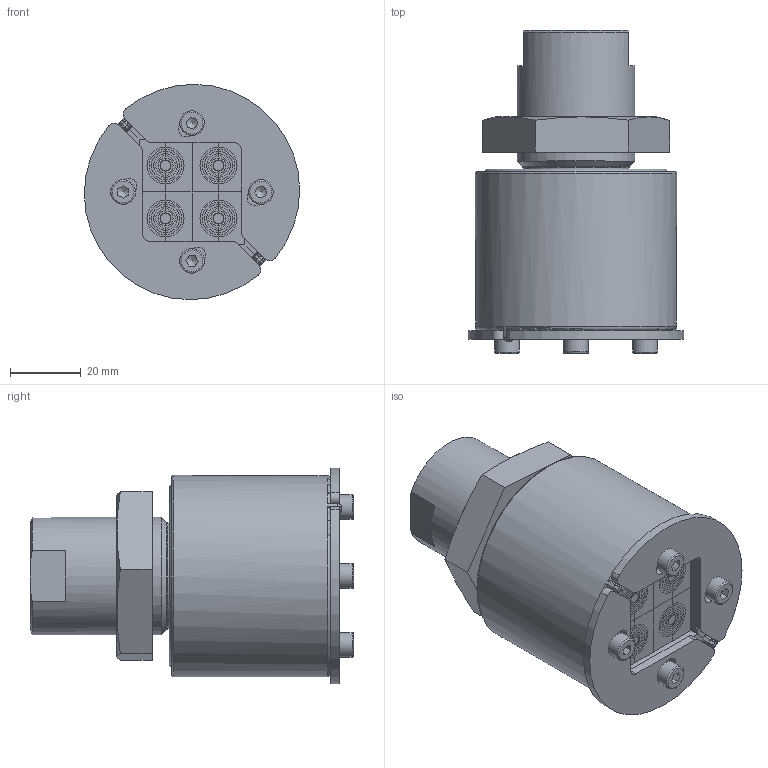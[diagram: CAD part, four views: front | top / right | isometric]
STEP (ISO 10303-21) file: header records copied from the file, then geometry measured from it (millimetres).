
FILE_DESCRIPTION(/* description */ (''),/* implementation_level */ '2;1');
FILE_NAME(/* name */ '100-184567_18_4_b.stp',/* time_stamp */ '2022-10-24T09:32:51+02:00',/* author */ ('se-danstr'),/* organization */ (''),/* preprocessor_version */ 'ST-DEVELOPER v18.1',/* originating_system */ 'Autodesk Inventor 2021',/* authorisation */ '');
FILE_SCHEMA (('AUTOMOTIVE_DESIGN { 1 0 10303 214 3 1 1 }'));
Length unit declared in the file: millimetre
Products named in the file (14): 100-184567; FIBER SLEEVE 50 4xØ8.5 G25; NUT M6M-G25 DIN 431; 100-184567_1; 100-184565; ISO 4762 - M4 x 40; R 50 REAR FITTING; R 50 FRONT FITTING; 100-184566; 100-005021; 100-005022; 100-005025; 100-005024; 100-005023
Assembly tree (23 placements, depth 4):
  100-184567
    FIBER SLEEVE 50 4xØ8.5 G25
    NUT M6M-G25 DIN 431
    100-184567_1
    100-184565
      100-184566  x2
      R 50 REAR FITTING  x2
      R 50 FRONT FITTING  x2
      ISO 4762 - M4 x 40  x4
    100-005021  x4
      100-005022
        100-005025
        100-005024
      100-005023
Bounding box: 61 x 91.5 x 61 mm (x, y, z)
Volume: 141219 mm3; surface area: 104046.9 mm2
Topology: 73 solids, 73 shells, 611 faces, 1343 edges, 885 vertices
Faces by surface type: plane 363, cylinder 187, torus 36, cone 17, bspline 8
Full cylindrical faces by diameter (mm): 3 x4, 3.242 x4, 3.25 x4, 4 x8, 5.3 x4, 7 x4, 30 x1, 33.249 x2, 46.5 x1, 51 x2, 53 x1, 53.5 x1, 57 x1
Entity records: 6754 total; most frequent: CARTESIAN_POINT 1447, DIRECTION 1084, ORIENTED_EDGE 944, EDGE_CURVE 472, AXIS2_PLACEMENT_3D 435, VERTEX_POINT 305, EDGE_LOOP 231, LINE 214
